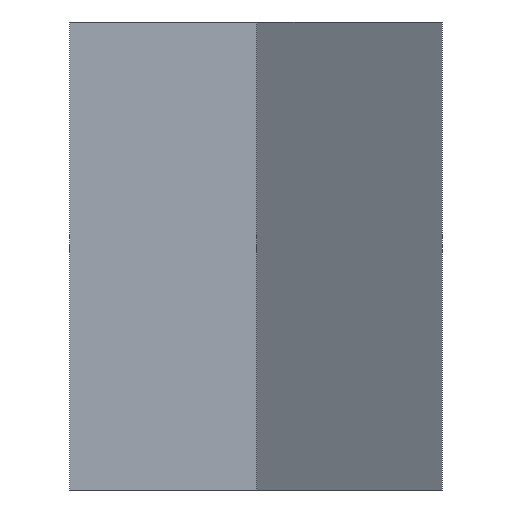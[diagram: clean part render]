
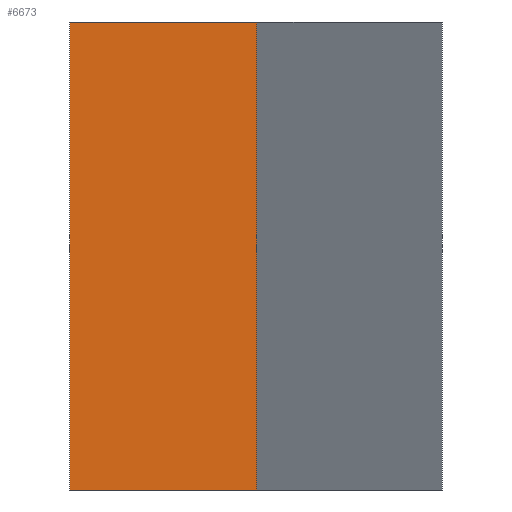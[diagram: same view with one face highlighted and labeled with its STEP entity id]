
A CAD part, left-side view. The second image highlights one B-rep face of the part: STEP entity #6673.
In plain terms, the highlighted planar face has unit normal (-1, 0, 0).
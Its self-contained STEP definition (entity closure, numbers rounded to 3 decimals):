
#20 = ORIENTED_EDGE ( 'NONE', *, *, #5069, .T. ) ;
#379 = CARTESIAN_POINT ( 'NONE',  ( 0., 49.8, -50. ) ) ;
#467 = DIRECTION ( 'NONE',  ( 0., 0., 1. ) ) ;
#573 = ORIENTED_EDGE ( 'NONE', *, *, #1935, .F. ) ;
#595 = CARTESIAN_POINT ( 'NONE',  ( 0., 49.8, -50. ) ) ;
#654 = VERTEX_POINT ( 'NONE', #2342 ) ;
#681 = VECTOR ( 'NONE', #5033, 1000. ) ;
#922 = CARTESIAN_POINT ( 'NONE',  ( 0., 50., -50. ) ) ;
#1086 = DIRECTION ( 'NONE',  ( 0., 0., 1. ) ) ;
#1260 = ORIENTED_EDGE ( 'NONE', *, *, #2695, .F. ) ;
#1308 = LINE ( 'NONE', #595, #6662 ) ;
#1354 = CARTESIAN_POINT ( 'NONE',  ( 0., 29.8, 0. ) ) ;
#1390 = ORIENTED_EDGE ( 'NONE', *, *, #6075, .T. ) ;
#1427 = CARTESIAN_POINT ( 'NONE',  ( 0., 50., 0. ) ) ;
#1935 = EDGE_CURVE ( 'NONE', #654, #2552, #4952, .T. ) ;
#2058 = CARTESIAN_POINT ( 'NONE',  ( 0., 29.8, -50. ) ) ;
#2265 = EDGE_LOOP ( 'NONE', ( #1390, #20, #573, #1260 ) ) ;
#2342 = CARTESIAN_POINT ( 'NONE',  ( 0., 49.8, 0. ) ) ;
#2510 = LINE ( 'NONE', #922, #3345 ) ;
#2552 = VERTEX_POINT ( 'NONE', #1354 ) ;
#2695 = EDGE_CURVE ( 'NONE', #3296, #654, #1308, .T. ) ;
#3140 = DIRECTION ( 'NONE',  ( -1., 0., 0. ) ) ;
#3296 = VERTEX_POINT ( 'NONE', #379 ) ;
#3345 = VECTOR ( 'NONE', #4974, 1000. ) ;
#3476 = VERTEX_POINT ( 'NONE', #5019 ) ;
#3523 = VECTOR ( 'NONE', #467, 1000. ) ;
#4171 = PLANE ( 'NONE',  #6597 ) ;
#4774 = DIRECTION ( 'NONE',  ( 0., 0., 1. ) ) ;
#4917 = FACE_OUTER_BOUND ( 'NONE', #2265, .T. ) ;
#4952 = LINE ( 'NONE', #1427, #681 ) ;
#4974 = DIRECTION ( 'NONE',  ( 0., -1., 0. ) ) ;
#4975 = LINE ( 'NONE', #2058, #3523 ) ;
#5019 = CARTESIAN_POINT ( 'NONE',  ( 0., 29.8, -50. ) ) ;
#5033 = DIRECTION ( 'NONE',  ( 0., -1., 0. ) ) ;
#5069 = EDGE_CURVE ( 'NONE', #3476, #2552, #4975, .T. ) ;
#6075 = EDGE_CURVE ( 'NONE', #3296, #3476, #2510, .T. ) ;
#6257 = CARTESIAN_POINT ( 'NONE',  ( 0., 50., 0. ) ) ;
#6597 = AXIS2_PLACEMENT_3D ( 'NONE', #6257, #3140, #1086 ) ;
#6662 = VECTOR ( 'NONE', #4774, 1000. ) ;
#6673 = ADVANCED_FACE ( 'NONE', ( #4917 ), #4171, .T. ) ;
